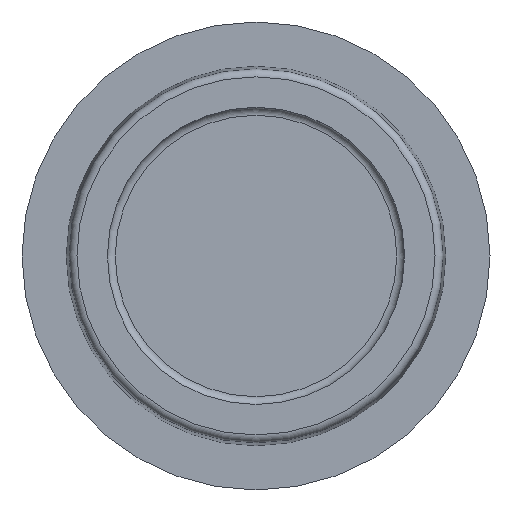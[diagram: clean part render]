
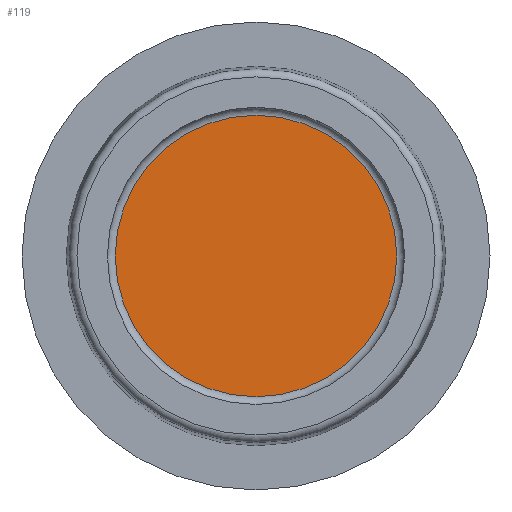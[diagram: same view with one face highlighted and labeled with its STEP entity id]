
A CAD part, top view. The second image highlights one B-rep face of the part: STEP entity #119.
In plain terms, the highlighted planar face has unit normal (0, 0, 1).
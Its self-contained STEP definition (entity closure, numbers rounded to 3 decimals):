
#19=PLANE('',#139);
#35=FACE_OUTER_BOUND('',#45,.T.);
#45=EDGE_LOOP('',(#104));
#55=CIRCLE('',#134,8.9);
#65=VERTEX_POINT('',#205);
#76=EDGE_CURVE('',#65,#65,#55,.T.);
#104=ORIENTED_EDGE('',*,*,#76,.F.);
#119=ADVANCED_FACE('',(#35),#19,.F.);
#134=AXIS2_PLACEMENT_3D('',#206,#166,#167);
#139=AXIS2_PLACEMENT_3D('',#214,#177,#178);
#166=DIRECTION('center_axis',(0.,0.,-1.));
#167=DIRECTION('ref_axis',(1.,0.,0.));
#177=DIRECTION('center_axis',(0.,0.,-1.));
#178=DIRECTION('ref_axis',(1.,0.,0.));
#205=CARTESIAN_POINT('',(3.452,5.,-1.351));
#206=CARTESIAN_POINT('Origin',(-5.448,5.,-1.351));
#214=CARTESIAN_POINT('Origin',(-5.448,5.,-1.351));
